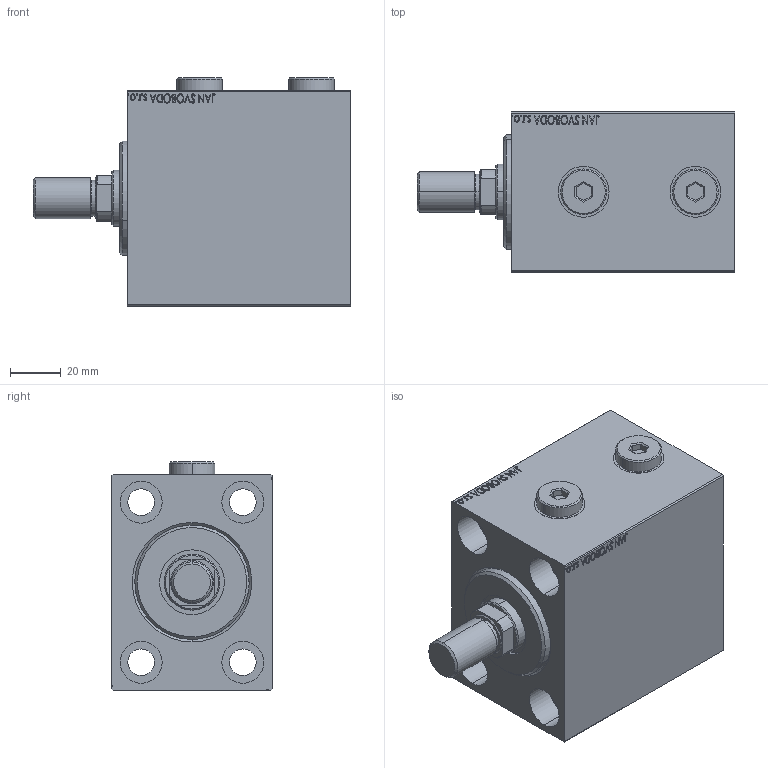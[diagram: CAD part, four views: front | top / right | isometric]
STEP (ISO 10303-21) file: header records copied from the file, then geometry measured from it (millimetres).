
FILE_DESCRIPTION (( 'STEP AP203' ), '1' );
FILE_NAME ('0d20.STEP', '2025-09-04T10:36:53', ( '' ), ( '' ), 'SwSTEP 2.0', 'SolidWorks 2019', '' );
FILE_SCHEMA (( 'CONFIG_CONTROL_DESIGN' ));
Length unit declared in the file: millimetre
Products named in the file (6): V450CM_C_Body 1b077afb2c3b6007c31578cbb909c877; 0d20; V450CM_MALE_METRIC 1b077afb2c3b6007c31578cbb909c877; V450CM_VC_B 1b077afb2c3b6007c31578cbb909c877; V450CM_C_VCP 1b077afb2c3b6007c31578cbb909c877; Zatka_OIL_PORT 1b077afb2c3b6007c31578cbb909c877
Assembly tree (6 placements, depth 2):
  0d20
    V450CM_C_Body 1b077afb2c3b6007c31578cbb909c877
    V450CM_C_VCP 1b077afb2c3b6007c31578cbb909c877
    V450CM_VC_B 1b077afb2c3b6007c31578cbb909c877
    V450CM_MALE_METRIC 1b077afb2c3b6007c31578cbb909c877
    Zatka_OIL_PORT 1b077afb2c3b6007c31578cbb909c877  x2
Bounding box: 125 x 63 x 89.9 mm (x, y, z)
Volume: 412054 mm3; surface area: 81881.9 mm2
Topology: 6 solids, 6 shells, 930 faces, 2354 edges, 1553 vertices
Faces by surface type: plane 446, bspline 380, cylinder 80, cone 22, torus 2
Entity records: 45690 total; most frequent: CARTESIAN_POINT 25477, ORIENTED_EDGE 4624, DIRECTION 2792, EDGE_CURVE 2312, VERTEX_POINT 1529, VECTOR 1360, LINE 1360, EDGE_LOOP 1047
